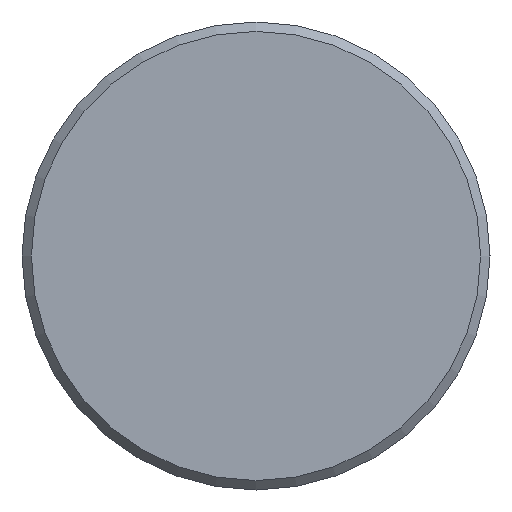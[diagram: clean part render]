
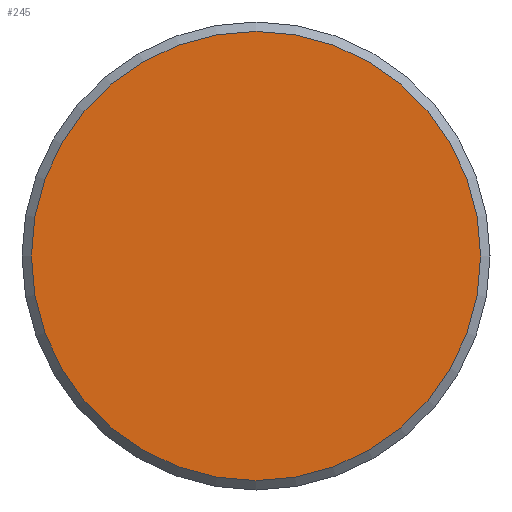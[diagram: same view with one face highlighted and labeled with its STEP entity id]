
A CAD part, left-side view. The second image highlights one B-rep face of the part: STEP entity #245.
In plain terms, the highlighted planar face has unit normal (-1, 0, 0).
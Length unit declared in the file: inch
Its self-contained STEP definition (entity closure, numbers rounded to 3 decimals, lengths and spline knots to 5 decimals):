
#15=PLANE($,#277);
#58=FACE_OUTER_BOUND($,#82,.T.);
#82=EDGE_LOOP($,(#194));
#126=CIRCLE($,#278,0.955);
#148=VERTEX_POINT($,#424);
#170=EDGE_CURVE($,#148,#148,#126,.T.);
#194=ORIENTED_EDGE($,*,*,#170,.F.);
#245=ADVANCED_FACE($,(#58),#15,.T.);
#277=AXIS2_PLACEMENT_3D($,#423,#334,#335);
#278=AXIS2_PLACEMENT_3D($,#425,#336,#337);
#334=DIRECTION('center_axis',(-1.,0.,0.));
#335=DIRECTION('ref_axis',(0.,0.,1.));
#336=DIRECTION('center_axis',(1.,0.,0.));
#337=DIRECTION('ref_axis',(0.,1.,0.));
#423=CARTESIAN_POINT('Origin',(0.,0.4775,0.));
#424=CARTESIAN_POINT('',(0.,0.955,0.));
#425=CARTESIAN_POINT('Origin',(0.,0.,0.));
